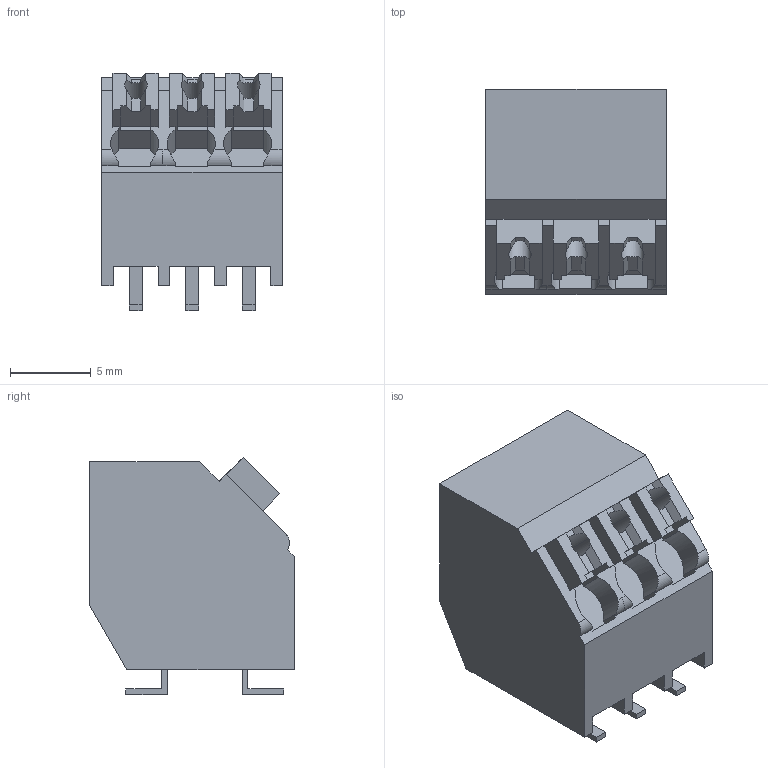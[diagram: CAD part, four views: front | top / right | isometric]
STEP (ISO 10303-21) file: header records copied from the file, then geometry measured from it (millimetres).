
FILE_DESCRIPTION(('CATIA V5 STEP Exchange','CAx-IF Rec.Pracs.--- Model Styling and Organization---1.2---2011-12-15'),'2;1');
FILE_NAME ('D1452201_0_1473320000_1473320000.stp','2018-03-24T16:17:35+00:00',('none'),('Weidmueller'),'CATIA Version 5-6 Release 2014','CATIA V5 STEP AP214','none');
FILE_SCHEMA(('AUTOMOTIVE_DESIGN { 1 0 10303 214 1 1 1 1 }'));
Length unit declared in the file: millimetre
Products named in the file (1): 1473320000
Bounding box: 11.2 x 12.7 x 14.71 mm (x, y, z)
Volume: 1287.1 mm3; surface area: 1446.5 mm2
Topology: 10 solids, 10 shells, 211 faces, 567 edges, 376 vertices
Faces by surface type: plane 194, cylinder 17
Entity records: 6186 total; most frequent: CARTESIAN_POINT 1225, ORIENTED_EDGE 1134, DIRECTION 801, EDGE_CURVE 567, VECTOR 504, LINE 504, VERTEX_POINT 376, EDGE_LOOP 217
